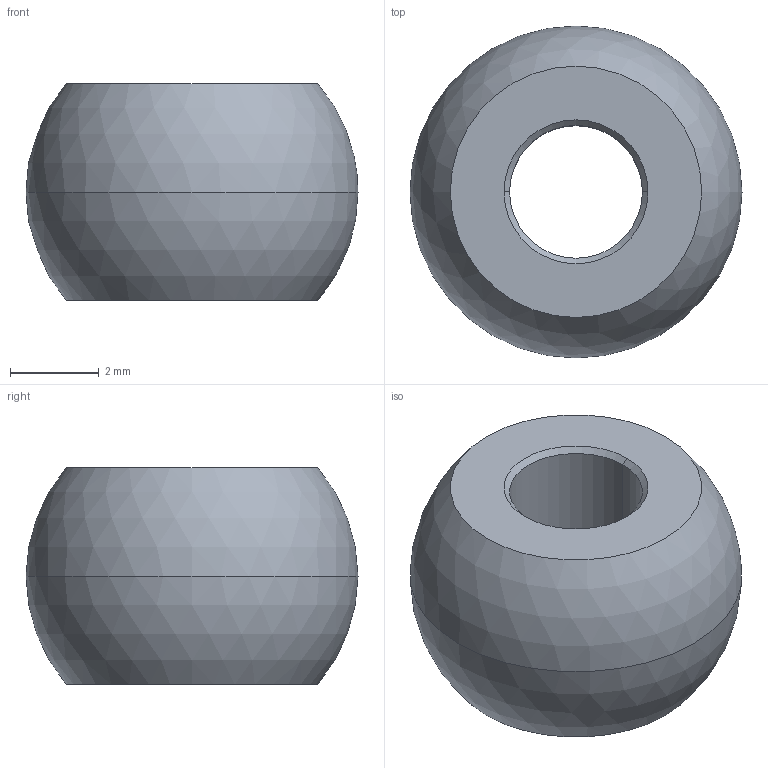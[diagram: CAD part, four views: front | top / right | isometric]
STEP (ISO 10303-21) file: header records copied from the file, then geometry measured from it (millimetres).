
FILE_DESCRIPTION (( 'STEP AP203' ), '1' );
FILE_NAME ('SWTP-A200-006_Default_sldprt.STEP', '2024-07-31T03:39:11', ( '' ), ( '' ), 'SwSTEP 2.0', 'SolidWorks 2023', '' );
FILE_SCHEMA (( 'CONFIG_CONTROL_DESIGN' ));
Length unit declared in the file: millimetre
Products named in the file (1): SWTP-A200-006_Default_sldprt
Bounding box: 7.5 x 7.5 x 4.9 mm (x, y, z)
Volume: 150.9 mm3; surface area: 196.8 mm2
Topology: 1 solids, 1 shells, 10 faces, 23 edges, 15 vertices
Faces by surface type: cone 4, cylinder 2, sphere 2, plane 2
Entity records: 355 total; most frequent: DIRECTION 56, CARTESIAN_POINT 45, ORIENTED_EDGE 40, AXIS2_PLACEMENT_3D 25, EDGE_CURVE 20, VERTEX_POINT 14, CIRCLE 14, EDGE_LOOP 14
